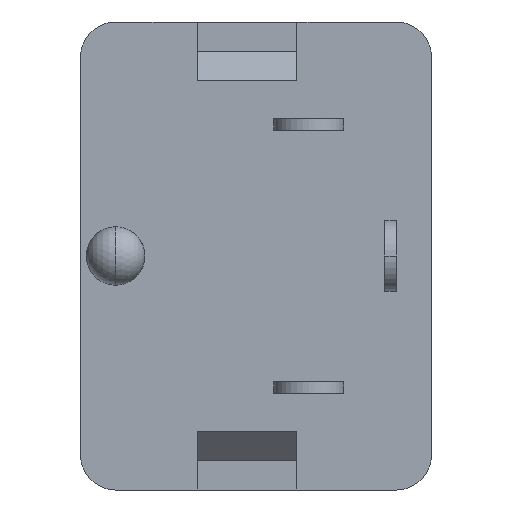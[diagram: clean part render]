
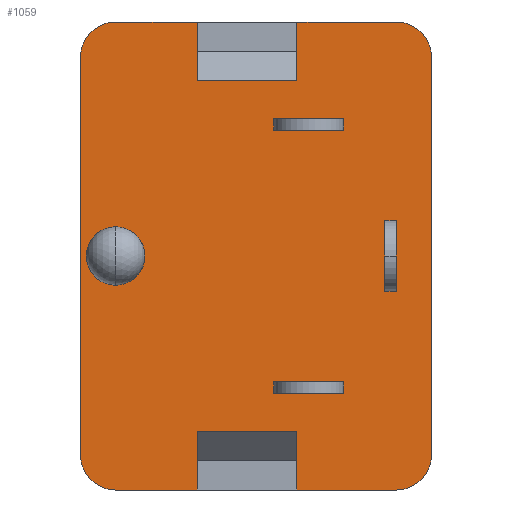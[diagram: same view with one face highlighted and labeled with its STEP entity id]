
A CAD part, front view. The second image highlights one B-rep face of the part: STEP entity #1059.
In plain terms, the highlighted planar face has unit normal (0, -1, 0).
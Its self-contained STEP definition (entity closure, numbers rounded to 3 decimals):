
#124 = DIRECTION ( 'NONE',  ( 0., 0., -1. ) ) ;
#126 = LINE ( 'NONE', #1084, #382 ) ;
#181 = DIRECTION ( 'NONE',  ( 0., 0., -1. ) ) ;
#185 = VERTEX_POINT ( 'NONE', #4068 ) ;
#259 = DIRECTION ( 'NONE',  ( 1., 0., 0. ) ) ;
#309 = VERTEX_POINT ( 'NONE', #2966 ) ;
#356 = AXIS2_PLACEMENT_3D ( 'NONE', #2847, #987, #2575 ) ;
#382 = VECTOR ( 'NONE', #1069, 1000. ) ;
#441 = VERTEX_POINT ( 'NONE', #957 ) ;
#546 = VERTEX_POINT ( 'NONE', #1691 ) ;
#553 = CARTESIAN_POINT ( 'NONE',  ( 2.4, 0., 3.4 ) ) ;
#554 = EDGE_CURVE ( 'NONE', #185, #2892, #2394, .T. ) ;
#572 = CARTESIAN_POINT ( 'NONE',  ( -2.4, 0., 0. ) ) ;
#575 = DIRECTION ( 'NONE',  ( 0., 0., -1. ) ) ;
#585 = CARTESIAN_POINT ( 'NONE',  ( -2.4, 0., 4. ) ) ;
#586 = DIRECTION ( 'NONE',  ( 0., 0., 1. ) ) ;
#643 = EDGE_CURVE ( 'NONE', #2639, #441, #3714, .T. ) ;
#679 = CARTESIAN_POINT ( 'NONE',  ( -1., 0., -3. ) ) ;
#680 = EDGE_CURVE ( 'NONE', #2620, #3211, #2359, .T. ) ;
#702 = CARTESIAN_POINT ( 'NONE',  ( -3., 0., 3.4 ) ) ;
#713 = AXIS2_PLACEMENT_3D ( 'NONE', #3032, #2781, #181 ) ;
#723 = DIRECTION ( 'NONE',  ( 0., 0., 1. ) ) ;
#744 = VERTEX_POINT ( 'NONE', #3758 ) ;
#775 = ORIENTED_EDGE ( 'NONE', *, *, #2495, .T. ) ;
#832 = EDGE_CURVE ( 'NONE', #3312, #3073, #1926, .T. ) ;
#843 = ORIENTED_EDGE ( 'NONE', *, *, #1591, .F. ) ;
#845 = EDGE_CURVE ( 'NONE', #2892, #2933, #3450, .T. ) ;
#884 = ORIENTED_EDGE ( 'NONE', *, *, #643, .F. ) ;
#904 = CARTESIAN_POINT ( 'NONE',  ( 2.4, 0., -3.4 ) ) ;
#916 = CARTESIAN_POINT ( 'NONE',  ( -1., 0., 3. ) ) ;
#919 = CIRCLE ( 'NONE', #1436, 0.5 ) ;
#926 = EDGE_CURVE ( 'NONE', #3175, #546, #3603, .T. ) ;
#931 = LINE ( 'NONE', #2182, #1950 ) ;
#957 = CARTESIAN_POINT ( 'NONE',  ( -1., 0., 4. ) ) ;
#984 = DIRECTION ( 'NONE',  ( 1., 0., 0. ) ) ;
#986 = VECTOR ( 'NONE', #259, 1000. ) ;
#987 = DIRECTION ( 'NONE',  ( 0., 1., 0. ) ) ;
#1004 = CARTESIAN_POINT ( 'NONE',  ( -2.4, 0., 3.4 ) ) ;
#1059 = ADVANCED_FACE ( 'NONE', ( #1434, #1755 ), #1526, .T. ) ;
#1069 = DIRECTION ( 'NONE',  ( 0., 0., -1. ) ) ;
#1084 = CARTESIAN_POINT ( 'NONE',  ( 0.7, 0., -3.5 ) ) ;
#1179 = CIRCLE ( 'NONE', #3713, 0.6 ) ;
#1225 = ORIENTED_EDGE ( 'NONE', *, *, #1353, .F. ) ;
#1249 = VECTOR ( 'NONE', #1532, 1000. ) ;
#1344 = EDGE_CURVE ( 'NONE', #3175, #309, #3489, .T. ) ;
#1353 = EDGE_CURVE ( 'NONE', #3073, #2639, #2360, .T. ) ;
#1434 = FACE_BOUND ( 'NONE', #2210, .T. ) ;
#1435 = LINE ( 'NONE', #1736, #2316 ) ;
#1436 = AXIS2_PLACEMENT_3D ( 'NONE', #572, #1514, #2810 ) ;
#1514 = DIRECTION ( 'NONE',  ( 0., -1., 0. ) ) ;
#1526 = PLANE ( 'NONE',  #713 ) ;
#1529 = DIRECTION ( 'NONE',  ( -1., 0., 0. ) ) ;
#1532 = DIRECTION ( 'NONE',  ( 0., 0., 1. ) ) ;
#1535 = DIRECTION ( 'NONE',  ( 1., 0., 0. ) ) ;
#1545 = CARTESIAN_POINT ( 'NONE',  ( -2.4, 0., 4. ) ) ;
#1560 = CARTESIAN_POINT ( 'NONE',  ( 3., 0., 3.4 ) ) ;
#1591 = EDGE_CURVE ( 'NONE', #3211, #2620, #919, .T. ) ;
#1608 = CARTESIAN_POINT ( 'NONE',  ( -2.4, 0., -3. ) ) ;
#1610 = VERTEX_POINT ( 'NONE', #2722 ) ;
#1689 = EDGE_LOOP ( 'NONE', ( #1816, #3823, #884, #1225, #2187, #1914, #3203, #3644, #2631, #775, #1799, #3468, #3384, #1870, #2314, #3670 ) ) ;
#1691 = CARTESIAN_POINT ( 'NONE',  ( -1., 0., -4. ) ) ;
#1708 = DIRECTION ( 'NONE',  ( -1., 0., 0. ) ) ;
#1736 = CARTESIAN_POINT ( 'NONE',  ( -2.4, 0., -4. ) ) ;
#1754 = VECTOR ( 'NONE', #1535, 1000. ) ;
#1755 = FACE_OUTER_BOUND ( 'NONE', #1689, .T. ) ;
#1799 = ORIENTED_EDGE ( 'NONE', *, *, #2435, .F. ) ;
#1816 = ORIENTED_EDGE ( 'NONE', *, *, #3718, .T. ) ;
#1823 = CARTESIAN_POINT ( 'NONE',  ( -2.4, 0., 3. ) ) ;
#1840 = CARTESIAN_POINT ( 'NONE',  ( 2.4, 0., 4. ) ) ;
#1870 = ORIENTED_EDGE ( 'NONE', *, *, #3949, .F. ) ;
#1914 = ORIENTED_EDGE ( 'NONE', *, *, #3130, .F. ) ;
#1926 = LINE ( 'NONE', #3209, #3639 ) ;
#1944 = VERTEX_POINT ( 'NONE', #3402 ) ;
#1950 = VECTOR ( 'NONE', #3453, 1000. ) ;
#1966 = VECTOR ( 'NONE', #124, 1000. ) ;
#1996 = VERTEX_POINT ( 'NONE', #916 ) ;
#2012 = VECTOR ( 'NONE', #2940, 1000. ) ;
#2062 = CARTESIAN_POINT ( 'NONE',  ( 3., 0., 3.4 ) ) ;
#2080 = EDGE_CURVE ( 'NONE', #1996, #441, #4077, .T. ) ;
#2089 = AXIS2_PLACEMENT_3D ( 'NONE', #2458, #2809, #3041 ) ;
#2151 = VECTOR ( 'NONE', #1529, 1000. ) ;
#2158 = DIRECTION ( 'NONE',  ( 0., 1., 0. ) ) ;
#2182 = CARTESIAN_POINT ( 'NONE',  ( -2.4, 0., -4. ) ) ;
#2187 = ORIENTED_EDGE ( 'NONE', *, *, #832, .F. ) ;
#2210 = EDGE_LOOP ( 'NONE', ( #843, #3497 ) ) ;
#2294 = AXIS2_PLACEMENT_3D ( 'NONE', #553, #2399, #2798 ) ;
#2302 = CARTESIAN_POINT ( 'NONE',  ( -3., 0., -3.4 ) ) ;
#2314 = ORIENTED_EDGE ( 'NONE', *, *, #845, .F. ) ;
#2316 = VECTOR ( 'NONE', #1708, 1000. ) ;
#2324 = LINE ( 'NONE', #2062, #2012 ) ;
#2359 = CIRCLE ( 'NONE', #2089, 0.5 ) ;
#2360 = CIRCLE ( 'NONE', #2626, 0.6 ) ;
#2394 = LINE ( 'NONE', #2678, #3093 ) ;
#2399 = DIRECTION ( 'NONE',  ( 0., 1., 0. ) ) ;
#2419 = CIRCLE ( 'NONE', #2294, 0.6 ) ;
#2435 = EDGE_CURVE ( 'NONE', #744, #2668, #1435, .T. ) ;
#2458 = CARTESIAN_POINT ( 'NONE',  ( -2.4, 0., 0. ) ) ;
#2469 = DIRECTION ( 'NONE',  ( 0., 0., 1. ) ) ;
#2495 = EDGE_CURVE ( 'NONE', #309, #2668, #126, .T. ) ;
#2575 = DIRECTION ( 'NONE',  ( 0., 0., -1. ) ) ;
#2620 = VERTEX_POINT ( 'NONE', #3750 ) ;
#2626 = AXIS2_PLACEMENT_3D ( 'NONE', #1004, #3116, #575 ) ;
#2631 = ORIENTED_EDGE ( 'NONE', *, *, #1344, .T. ) ;
#2632 = EDGE_CURVE ( 'NONE', #1610, #744, #1179, .T. ) ;
#2639 = VERTEX_POINT ( 'NONE', #1545 ) ;
#2668 = VERTEX_POINT ( 'NONE', #2852 ) ;
#2678 = CARTESIAN_POINT ( 'NONE',  ( 0.7, 0., 3.5 ) ) ;
#2720 = CARTESIAN_POINT ( 'NONE',  ( -2.4, 0., 4. ) ) ;
#2722 = CARTESIAN_POINT ( 'NONE',  ( 3., 0., -3.4 ) ) ;
#2781 = DIRECTION ( 'NONE',  ( 0., -1., 0. ) ) ;
#2798 = DIRECTION ( 'NONE',  ( 0., 0., 1. ) ) ;
#2809 = DIRECTION ( 'NONE',  ( 0., -1., 0. ) ) ;
#2810 = DIRECTION ( 'NONE',  ( 0., 0., -1. ) ) ;
#2847 = CARTESIAN_POINT ( 'NONE',  ( -2.4, 0., -3.4 ) ) ;
#2852 = CARTESIAN_POINT ( 'NONE',  ( 0.7, 0., -4. ) ) ;
#2892 = VERTEX_POINT ( 'NONE', #3598 ) ;
#2933 = VERTEX_POINT ( 'NONE', #1840 ) ;
#2940 = DIRECTION ( 'NONE',  ( 0., 0., -1. ) ) ;
#2966 = CARTESIAN_POINT ( 'NONE',  ( 0.7, 0., -3. ) ) ;
#2985 = VERTEX_POINT ( 'NONE', #1560 ) ;
#3032 = CARTESIAN_POINT ( 'NONE',  ( -2.4, 0., -3.4 ) ) ;
#3041 = DIRECTION ( 'NONE',  ( 0., 0., -1. ) ) ;
#3073 = VERTEX_POINT ( 'NONE', #702 ) ;
#3093 = VECTOR ( 'NONE', #723, 1000. ) ;
#3108 = CARTESIAN_POINT ( 'NONE',  ( -1., 0., 3.5 ) ) ;
#3116 = DIRECTION ( 'NONE',  ( 0., 1., 0. ) ) ;
#3130 = EDGE_CURVE ( 'NONE', #1944, #3312, #3960, .T. ) ;
#3175 = VERTEX_POINT ( 'NONE', #679 ) ;
#3203 = ORIENTED_EDGE ( 'NONE', *, *, #3741, .F. ) ;
#3209 = CARTESIAN_POINT ( 'NONE',  ( -3., 0., 3.4 ) ) ;
#3211 = VERTEX_POINT ( 'NONE', #3956 ) ;
#3281 = EDGE_CURVE ( 'NONE', #2985, #1610, #2324, .T. ) ;
#3294 = CARTESIAN_POINT ( 'NONE',  ( -1., 0., -3.5 ) ) ;
#3312 = VERTEX_POINT ( 'NONE', #2302 ) ;
#3384 = ORIENTED_EDGE ( 'NONE', *, *, #3281, .F. ) ;
#3402 = CARTESIAN_POINT ( 'NONE',  ( -2.4, 0., -4. ) ) ;
#3450 = LINE ( 'NONE', #585, #986 ) ;
#3453 = DIRECTION ( 'NONE',  ( -1., 0., 0. ) ) ;
#3468 = ORIENTED_EDGE ( 'NONE', *, *, #2632, .F. ) ;
#3489 = LINE ( 'NONE', #1608, #3634 ) ;
#3497 = ORIENTED_EDGE ( 'NONE', *, *, #680, .F. ) ;
#3598 = CARTESIAN_POINT ( 'NONE',  ( 0.7, 0., 4. ) ) ;
#3603 = LINE ( 'NONE', #3294, #1966 ) ;
#3634 = VECTOR ( 'NONE', #984, 1000. ) ;
#3639 = VECTOR ( 'NONE', #2469, 1000. ) ;
#3644 = ORIENTED_EDGE ( 'NONE', *, *, #926, .F. ) ;
#3670 = ORIENTED_EDGE ( 'NONE', *, *, #554, .F. ) ;
#3713 = AXIS2_PLACEMENT_3D ( 'NONE', #904, #2158, #586 ) ;
#3714 = LINE ( 'NONE', #2720, #1754 ) ;
#3718 = EDGE_CURVE ( 'NONE', #185, #1996, #4097, .T. ) ;
#3741 = EDGE_CURVE ( 'NONE', #546, #1944, #931, .T. ) ;
#3750 = CARTESIAN_POINT ( 'NONE',  ( -2.4, 0., -0.5 ) ) ;
#3758 = CARTESIAN_POINT ( 'NONE',  ( 2.4, 0., -4. ) ) ;
#3823 = ORIENTED_EDGE ( 'NONE', *, *, #2080, .T. ) ;
#3949 = EDGE_CURVE ( 'NONE', #2933, #2985, #2419, .T. ) ;
#3956 = CARTESIAN_POINT ( 'NONE',  ( -2.4, 0., 0.5 ) ) ;
#3960 = CIRCLE ( 'NONE', #356, 0.6 ) ;
#4068 = CARTESIAN_POINT ( 'NONE',  ( 0.7, 0., 3. ) ) ;
#4077 = LINE ( 'NONE', #3108, #1249 ) ;
#4097 = LINE ( 'NONE', #1823, #2151 ) ;
